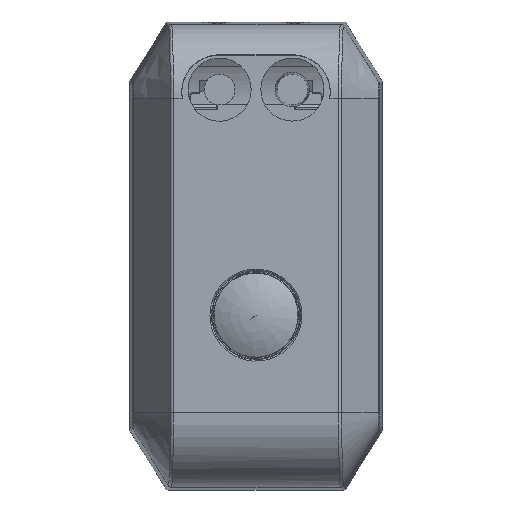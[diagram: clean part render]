
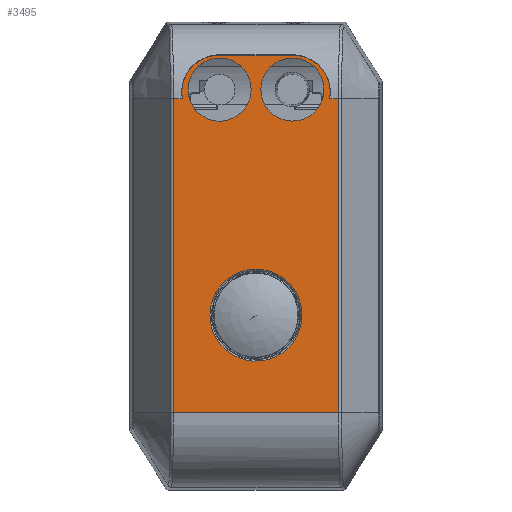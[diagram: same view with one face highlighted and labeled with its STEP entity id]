
A CAD part, top view. The second image highlights one B-rep face of the part: STEP entity #3495.
In plain terms, the highlighted planar face has unit normal (0, 0, 1).
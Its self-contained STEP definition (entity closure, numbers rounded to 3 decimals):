
#251=CIRCLE('',#3794,6.197);
#252=CIRCLE('',#3795,6.197);
#253=CIRCLE('',#3797,5.);
#257=CIRCLE('',#3803,4.25);
#258=CIRCLE('',#3804,4.25);
#259=CIRCLE('',#3806,5.);
#260=CIRCLE('',#3807,4.25);
#261=CIRCLE('',#3808,4.25);
#280=FACE_BOUND('',#704,.T.);
#281=FACE_BOUND('',#705,.T.);
#282=FACE_BOUND('',#706,.T.);
#510=FACE_OUTER_BOUND('',#703,.T.);
#703=EDGE_LOOP('',(#3132,#3133,#3134,#3135,#3136,#3137,#3138,#3139));
#704=EDGE_LOOP('',(#3140,#3141));
#705=EDGE_LOOP('',(#3142,#3143));
#706=EDGE_LOOP('',(#3144,#3145));
#987=LINE('',#8561,#1292);
#1006=LINE('',#9705,#1311);
#1013=LINE('',#10677,#1318);
#1014=LINE('',#10679,#1319);
#1015=LINE('',#10682,#1320);
#1016=LINE('',#10683,#1321);
#1292=VECTOR('',#4565,1.);
#1311=VECTOR('',#4628,1.);
#1318=VECTOR('',#4677,1.);
#1319=VECTOR('',#4678,1.);
#1320=VECTOR('',#4681,1.);
#1321=VECTOR('',#4682,1.);
#1622=VERTEX_POINT('',#8486);
#1623=VERTEX_POINT('',#8559);
#1641=VERTEX_POINT('',#9704);
#1644=VERTEX_POINT('',#10395);
#1650=VERTEX_POINT('',#10639);
#1651=VERTEX_POINT('',#10641);
#1653=VERTEX_POINT('',#10646);
#1654=VERTEX_POINT('',#10659);
#1658=VERTEX_POINT('',#10671);
#1659=VERTEX_POINT('',#10673);
#1660=VERTEX_POINT('',#10678);
#1661=VERTEX_POINT('',#10680);
#1662=VERTEX_POINT('',#10684);
#1663=VERTEX_POINT('',#10685);
#2100=EDGE_CURVE('',#1622,#1623,#987,.F.);
#2135=EDGE_CURVE('',#1641,#1622,#1006,.T.);
#2152=EDGE_CURVE('',#1651,#1650,#251,.F.);
#2153=EDGE_CURVE('',#1650,#1651,#252,.F.);
#2156=EDGE_CURVE('',#1653,#1654,#253,.T.);
#2162=EDGE_CURVE('',#1658,#1659,#257,.T.);
#2163=EDGE_CURVE('',#1659,#1658,#258,.T.);
#2164=EDGE_CURVE('',#1623,#1653,#1013,.F.);
#2165=EDGE_CURVE('',#1654,#1660,#1014,.F.);
#2166=EDGE_CURVE('',#1660,#1661,#259,.T.);
#2167=EDGE_CURVE('',#1661,#1644,#1015,.F.);
#2168=EDGE_CURVE('',#1644,#1641,#1016,.T.);
#2169=EDGE_CURVE('',#1662,#1663,#260,.T.);
#2170=EDGE_CURVE('',#1663,#1662,#261,.T.);
#3132=ORIENTED_EDGE('',*,*,#2164,.T.);
#3133=ORIENTED_EDGE('',*,*,#2156,.T.);
#3134=ORIENTED_EDGE('',*,*,#2165,.T.);
#3135=ORIENTED_EDGE('',*,*,#2166,.T.);
#3136=ORIENTED_EDGE('',*,*,#2167,.T.);
#3137=ORIENTED_EDGE('',*,*,#2168,.T.);
#3138=ORIENTED_EDGE('',*,*,#2135,.T.);
#3139=ORIENTED_EDGE('',*,*,#2100,.T.);
#3140=ORIENTED_EDGE('',*,*,#2152,.T.);
#3141=ORIENTED_EDGE('',*,*,#2153,.T.);
#3142=ORIENTED_EDGE('',*,*,#2163,.F.);
#3143=ORIENTED_EDGE('',*,*,#2162,.F.);
#3144=ORIENTED_EDGE('',*,*,#2169,.F.);
#3145=ORIENTED_EDGE('',*,*,#2170,.F.);
#3317=PLANE('',#3805);
#3495=ADVANCED_FACE('',(#510,#280,#281,#282),#3317,.T.);
#3794=AXIS2_PLACEMENT_3D('',#10642,#4650,#4651);
#3795=AXIS2_PLACEMENT_3D('',#10643,#4652,#4653);
#3797=AXIS2_PLACEMENT_3D('',#10661,#4657,#4658);
#3803=AXIS2_PLACEMENT_3D('',#10674,#4671,#4672);
#3804=AXIS2_PLACEMENT_3D('',#10675,#4673,#4674);
#3805=AXIS2_PLACEMENT_3D('',#10676,#4675,#4676);
#3806=AXIS2_PLACEMENT_3D('',#10681,#4679,#4680);
#3807=AXIS2_PLACEMENT_3D('',#10686,#4683,#4684);
#3808=AXIS2_PLACEMENT_3D('',#10687,#4685,#4686);
#4565=DIRECTION('',(0.,-1.,0.));
#4628=DIRECTION('',(1.,0.,0.));
#4650=DIRECTION('center_axis',(0.,0.,1.));
#4651=DIRECTION('ref_axis',(-1.,0.,0.));
#4652=DIRECTION('center_axis',(0.,0.,1.));
#4653=DIRECTION('ref_axis',(-1.,0.,0.));
#4657=DIRECTION('center_axis',(0.,0.,1.));
#4658=DIRECTION('ref_axis',(-1.,0.,0.));
#4671=DIRECTION('center_axis',(0.,0.,1.));
#4672=DIRECTION('ref_axis',(-1.,0.,0.));
#4673=DIRECTION('center_axis',(0.,0.,1.));
#4674=DIRECTION('ref_axis',(-1.,0.,0.));
#4675=DIRECTION('center_axis',(0.,0.,1.));
#4676=DIRECTION('ref_axis',(0.,-1.,0.));
#4677=DIRECTION('',(1.,0.,0.));
#4678=DIRECTION('',(1.,0.,0.));
#4679=DIRECTION('center_axis',(0.,0.,1.));
#4680=DIRECTION('ref_axis',(-1.,0.,0.));
#4681=DIRECTION('',(1.,0.,0.));
#4682=DIRECTION('',(0.,-1.,0.));
#4683=DIRECTION('center_axis',(0.,0.,1.));
#4684=DIRECTION('ref_axis',(-1.,0.,0.));
#4685=DIRECTION('center_axis',(0.,0.,1.));
#4686=DIRECTION('ref_axis',(-1.,0.,0.));
#8486=CARTESIAN_POINT('',(11.127,-31.156,23.));
#8559=CARTESIAN_POINT('',(11.127,11.156,23.));
#8561=CARTESIAN_POINT('',(11.127,-10.,23.));
#9704=CARTESIAN_POINT('',(-11.127,-31.156,23.));
#9705=CARTESIAN_POINT('',(0.,-31.156,23.));
#10395=CARTESIAN_POINT('',(-11.127,11.156,23.));
#10639=CARTESIAN_POINT('',(5.919,-19.835,23.));
#10641=CARTESIAN_POINT('',(-6.197,-18.,23.));
#10642=CARTESIAN_POINT('Origin',(0.,-18.,23.));
#10643=CARTESIAN_POINT('Origin',(0.,-18.,23.));
#10646=CARTESIAN_POINT('',(9.928,11.156,23.));
#10659=CARTESIAN_POINT('',(5.,17.,23.));
#10661=CARTESIAN_POINT('Origin',(5.,12.,23.));
#10671=CARTESIAN_POINT('',(-1.083,10.503,23.));
#10673=CARTESIAN_POINT('',(-0.65,12.371,23.));
#10674=CARTESIAN_POINT('Origin',(-4.9,12.371,23.));
#10675=CARTESIAN_POINT('Origin',(-4.9,12.371,23.));
#10676=CARTESIAN_POINT('Origin',(0.,21.5,23.));
#10677=CARTESIAN_POINT('',(10.527,11.156,23.));
#10678=CARTESIAN_POINT('',(-5.,17.,23.));
#10679=CARTESIAN_POINT('',(0.,17.,23.));
#10680=CARTESIAN_POINT('',(-9.928,11.156,23.));
#10681=CARTESIAN_POINT('Origin',(-5.,12.,23.));
#10682=CARTESIAN_POINT('',(-10.527,11.156,23.));
#10683=CARTESIAN_POINT('',(-11.127,-10.,23.));
#10684=CARTESIAN_POINT('',(0.65,12.371,23.));
#10685=CARTESIAN_POINT('',(1.083,14.239,23.));
#10686=CARTESIAN_POINT('Origin',(4.9,12.371,23.));
#10687=CARTESIAN_POINT('Origin',(4.9,12.371,23.));
